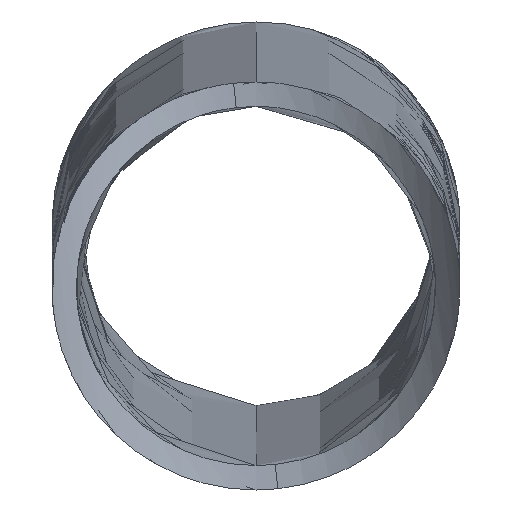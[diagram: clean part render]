
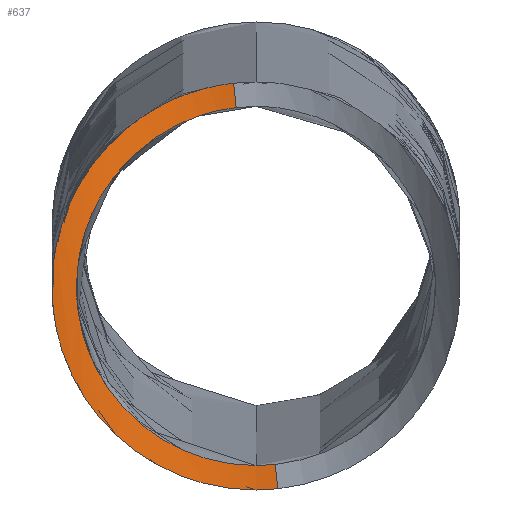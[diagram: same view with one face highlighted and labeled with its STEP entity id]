
A CAD part, left-side view. The second image highlights one B-rep face of the part: STEP entity #637.
In plain terms, the highlighted cylindrical face has radius 15 mm (diameter 30 mm), a partial arc.
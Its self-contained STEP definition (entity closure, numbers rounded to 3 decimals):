
#311=CARTESIAN_POINT('Vertex',(-745.046,265.,174.663)) ;
#329=CARTESIAN_POINT('Vertex',(-745.,266.212,196.598)) ;
#333=CARTESIAN_POINT('Control Point',(-745.046,265.,174.663)) ;
#334=CARTESIAN_POINT('Control Point',(-745.157,266.426,174.662)) ;
#335=CARTESIAN_POINT('Control Point',(-745.436,267.866,174.889)) ;
#336=CARTESIAN_POINT('Control Point',(-745.878,269.238,175.356)) ;
#337=CARTESIAN_POINT('Control Point',(-746.73,271.197,176.383)) ;
#338=CARTESIAN_POINT('Control Point',(-747.69,272.821,177.836)) ;
#339=CARTESIAN_POINT('Control Point',(-748.039,273.361,178.413)) ;
#340=CARTESIAN_POINT('Control Point',(-748.76,274.4,179.744)) ;
#341=CARTESIAN_POINT('Control Point',(-749.355,275.188,181.309)) ;
#342=CARTESIAN_POINT('Control Point',(-749.61,275.528,182.201)) ;
#343=CARTESIAN_POINT('Control Point',(-749.891,275.992,184.045)) ;
#344=CARTESIAN_POINT('Control Point',(-749.733,276.053,185.96)) ;
#345=CARTESIAN_POINT('Control Point',(-749.548,275.981,186.872)) ;
#346=CARTESIAN_POINT('Control Point',(-748.953,275.615,188.924)) ;
#347=CARTESIAN_POINT('Control Point',(-748.113,274.827,190.757)) ;
#348=CARTESIAN_POINT('Control Point',(-747.609,274.257,191.73)) ;
#349=CARTESIAN_POINT('Control Point',(-746.482,272.687,193.778)) ;
#350=CARTESIAN_POINT('Control Point',(-745.569,270.546,195.33)) ;
#351=CARTESIAN_POINT('Control Point',(-745.185,269.171,196.014)) ;
#352=CARTESIAN_POINT('Control Point',(-745.,267.693,196.434)) ;
#353=CARTESIAN_POINT('Control Point',(-745.,266.212,196.598)) ;
#396=CARTESIAN_POINT('Control Point',(-745.046,265.,174.663)) ;
#397=CARTESIAN_POINT('Control Point',(-745.016,264.611,174.664)) ;
#398=CARTESIAN_POINT('Control Point',(-745.,264.219,174.684)) ;
#399=CARTESIAN_POINT('Control Point',(-745.,263.828,174.726)) ;
#400=CARTESIAN_POINT('Vertex',(-745.,263.828,174.726)) ;
#500=CARTESIAN_POINT('Vertex',(-745.,263.665,173.235)) ;
#506=CARTESIAN_POINT('Control Point',(-745.06,265.,173.163)) ;
#507=CARTESIAN_POINT('Control Point',(-745.02,264.558,173.163)) ;
#508=CARTESIAN_POINT('Control Point',(-745.,264.111,173.187)) ;
#509=CARTESIAN_POINT('Control Point',(-745.,263.665,173.235)) ;
#510=CARTESIAN_POINT('Vertex',(-745.06,265.,173.163)) ;
#571=CARTESIAN_POINT('Control Point',(-745.06,265.,173.163)) ;
#572=CARTESIAN_POINT('Control Point',(-745.202,266.609,173.161)) ;
#573=CARTESIAN_POINT('Control Point',(-745.56,268.23,173.416)) ;
#574=CARTESIAN_POINT('Control Point',(-746.123,269.762,173.935)) ;
#575=CARTESIAN_POINT('Control Point',(-747.318,272.148,175.168)) ;
#576=CARTESIAN_POINT('Control Point',(-748.722,274.078,176.922)) ;
#577=CARTESIAN_POINT('Control Point',(-749.32,274.8,177.737)) ;
#578=CARTESIAN_POINT('Control Point',(-750.367,275.934,179.33)) ;
#579=CARTESIAN_POINT('Control Point',(-751.199,276.765,181.22)) ;
#580=CARTESIAN_POINT('Control Point',(-751.498,277.065,182.107)) ;
#581=CARTESIAN_POINT('Control Point',(-751.814,277.474,183.907)) ;
#582=CARTESIAN_POINT('Control Point',(-751.618,277.545,185.766)) ;
#583=CARTESIAN_POINT('Control Point',(-751.407,277.498,186.625)) ;
#584=CARTESIAN_POINT('Control Point',(-750.709,277.222,188.672)) ;
#585=CARTESIAN_POINT('Control Point',(-749.721,276.583,190.509)) ;
#586=CARTESIAN_POINT('Control Point',(-749.106,276.093,191.539)) ;
#587=CARTESIAN_POINT('Control Point',(-748.096,275.11,193.129)) ;
#588=CARTESIAN_POINT('Control Point',(-747.164,273.837,194.525)) ;
#589=CARTESIAN_POINT('Control Point',(-746.819,273.296,195.038)) ;
#590=CARTESIAN_POINT('Control Point',(-745.994,271.785,196.268)) ;
#591=CARTESIAN_POINT('Control Point',(-745.389,270.007,197.214)) ;
#592=CARTESIAN_POINT('Control Point',(-745.127,268.828,197.663)) ;
#593=CARTESIAN_POINT('Control Point',(-745.,267.602,197.954)) ;
#594=CARTESIAN_POINT('Control Point',(-745.,266.375,198.09)) ;
#595=CARTESIAN_POINT('Vertex',(-745.,266.375,198.09)) ;
#614=CARTESIAN_POINT('Axis2P3D Location',(-760.,265.,185.48)) ;
#619=CARTESIAN_POINT('Line Origine',(-745.,265.,185.48)) ;
#624=CARTESIAN_POINT('Line Origine',(-745.,265.,185.48)) ;
#615=DIRECTION('Axis2P3D Direction',(0.,0.108,0.994)) ;
#616=DIRECTION('Axis2P3D XDirection',(-1.,0.,0.)) ;
#620=DIRECTION('Vector Direction',(0.,0.108,0.994)) ;
#625=DIRECTION('Vector Direction',(0.,0.108,0.994)) ;
#617=AXIS2_PLACEMENT_3D('Cylinder Axis2P3D',#614,#615,#616) ;
#630=ORIENTED_EDGE('',*,*,#623,.F.) ;
#631=ORIENTED_EDGE('',*,*,#597,.F.) ;
#632=ORIENTED_EDGE('',*,*,#512,.T.) ;
#633=ORIENTED_EDGE('',*,*,#628,.F.) ;
#634=ORIENTED_EDGE('',*,*,#402,.F.) ;
#635=ORIENTED_EDGE('',*,*,#354,.T.) ;
#621=VECTOR('Line Direction',#620,1.) ;
#626=VECTOR('Line Direction',#625,1.) ;
#637=ADVANCED_FACE('Corps principal',(#636),#618,.F.) ;
#332=B_SPLINE_CURVE_WITH_KNOTS('',5,(#333,#334,#335,#336,#337,#338,#339,#340,#341,#342,#343,#344,#345,#346,#347,#348,#349,#350,#351,#352,#353),.UNSPECIFIED.,.F.,.U.,(6,3,3,3,3,3,6),(0.,10.681,16.713,23.461,29.805,38.349,49.346),.UNSPECIFIED.) ;
#395=B_SPLINE_CURVE_WITH_KNOTS('',3,(#396,#397,#398,#399),.UNSPECIFIED.,.F.,.U.,(4,4),(0.,1.747),.UNSPECIFIED.) ;
#505=B_SPLINE_CURVE_WITH_KNOTS('',3,(#506,#507,#508,#509),.UNSPECIFIED.,.F.,.U.,(4,4),(0.,1.99),.UNSPECIFIED.) ;
#570=B_SPLINE_CURVE_WITH_KNOTS('',5,(#571,#572,#573,#574,#575,#576,#577,#578,#579,#580,#581,#582,#583,#584,#585,#586,#587,#588,#589,#590,#591,#592,#593,#594),.UNSPECIFIED.,.F.,.U.,(6,3,3,3,3,3,3,6),(0.,12.063,20.742,27.45,33.47,42.454,48.219,57.336),.UNSPECIFIED.) ;
#618=CYLINDRICAL_SURFACE('generated cylinder',#617,15.) ;
#354=EDGE_CURVE('',#312,#330,#332,.T.) ;
#402=EDGE_CURVE('',#312,#401,#395,.T.) ;
#512=EDGE_CURVE('',#511,#501,#505,.T.) ;
#597=EDGE_CURVE('',#511,#596,#570,.T.) ;
#623=EDGE_CURVE('',#596,#330,#622,.F.) ;
#628=EDGE_CURVE('',#401,#501,#627,.F.) ;
#629=EDGE_LOOP('',(#630,#631,#632,#633,#634,#635)) ;
#636=FACE_OUTER_BOUND('',#629,.T.) ;
#622=LINE('Line',#619,#621) ;
#627=LINE('Line',#624,#626) ;
#312=VERTEX_POINT('',#311) ;
#330=VERTEX_POINT('',#329) ;
#401=VERTEX_POINT('',#400) ;
#501=VERTEX_POINT('',#500) ;
#511=VERTEX_POINT('',#510) ;
#596=VERTEX_POINT('',#595) ;
